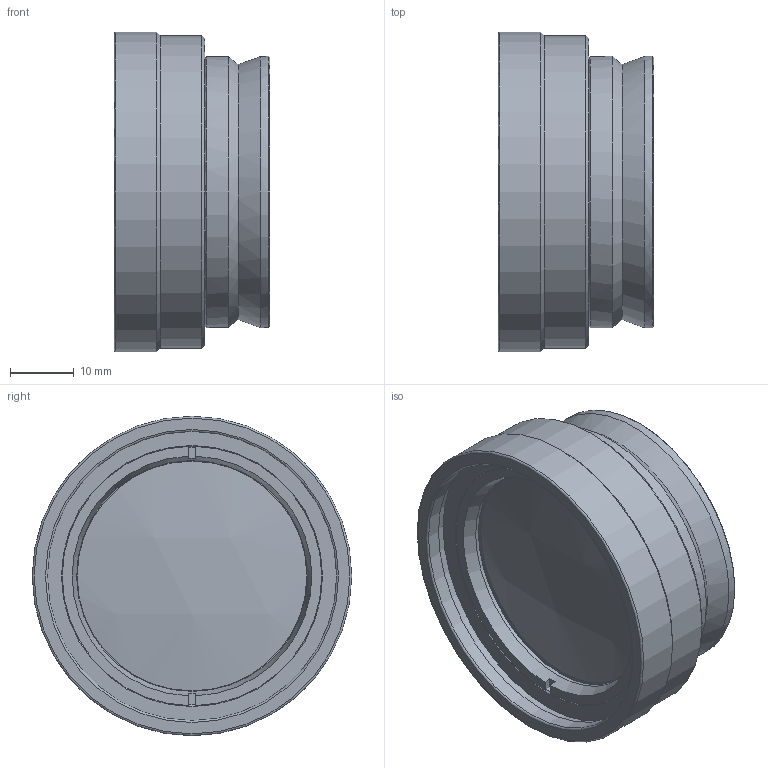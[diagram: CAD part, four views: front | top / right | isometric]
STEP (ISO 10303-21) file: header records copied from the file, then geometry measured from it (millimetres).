
FILE_DESCRIPTION (( 'STEP AP203' ), '1' );
FILE_NAME ('693049.STEP', '2025-12-22T06:21:19', ( 'Windows User' ), ( 'P R C' ), 'SwSTEP 2.0', 'SolidWorks 2020', '' );
FILE_SCHEMA (( 'CONFIG_CONTROL_DESIGN' ));
Length unit declared in the file: millimetre
Products named in the file (1): 693049
Bounding box: 24.4 x 50 x 50 mm (x, y, z)
Surface area: 14631.8 mm2 (no closed solid volume)
Topology: 0 solids, 8 shells, 107 faces, 240 edges, 162 vertices
Faces by surface type: cone 37, plane 35, cylinder 31, sphere 2, torus 2
Full cylindrical faces by diameter (mm): 34 x16, 35.025 x1, 35.2 x1, 35.8 x1, 36 x1, 36.2 x2, 37 x1, 40.25 x1, 42.5 x2, 42.96 x1, 45.25 x1, 46.25 x1, 49 x1, 50 x1
Entity records: 2677 total; most frequent: CARTESIAN_POINT 652, DIRECTION 444, ORIENTED_EDGE 247, AXIS2_PLACEMENT_3D 214, EDGE_LOOP 202, FACE_OUTER_BOUND 140, EDGE_CURVE 136, VERTEX_POINT 126
